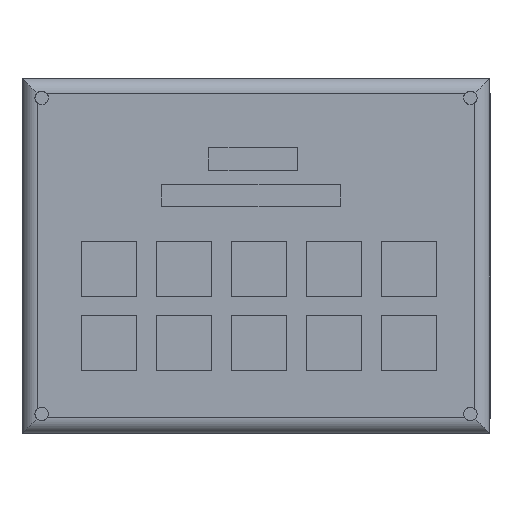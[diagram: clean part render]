
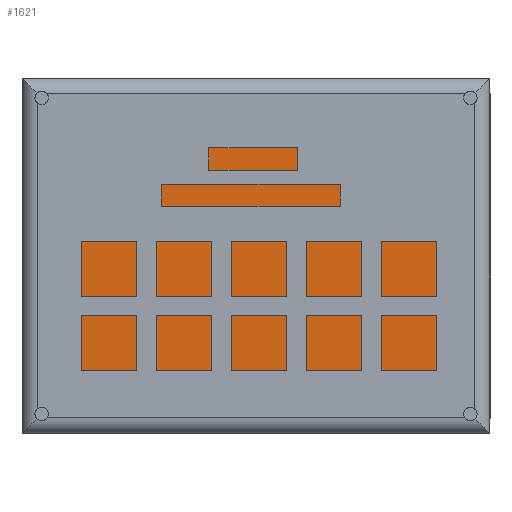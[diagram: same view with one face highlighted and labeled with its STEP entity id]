
A CAD part, top view. The second image highlights one B-rep face of the part: STEP entity #1621.
In plain terms, the highlighted planar face has unit normal (0, 0, 1).
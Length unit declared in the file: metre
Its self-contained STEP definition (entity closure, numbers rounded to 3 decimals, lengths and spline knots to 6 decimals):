
#134=ORIENTED_EDGE('',*,*,#554,.F.);
#135=ORIENTED_EDGE('',*,*,#550,.T.);
#136=ORIENTED_EDGE('',*,*,#560,.T.);
#137=ORIENTED_EDGE('',*,*,#557,.F.);
#550=EDGE_CURVE('',#778,#779,#930,.T.);
#554=EDGE_CURVE('',#778,#782,#934,.T.);
#557=EDGE_CURVE('',#782,#784,#937,.T.);
#560=EDGE_CURVE('',#779,#784,#940,.T.);
#778=VERTEX_POINT('',#2319);
#779=VERTEX_POINT('',#2320);
#782=VERTEX_POINT('',#2328);
#784=VERTEX_POINT('',#2334);
#930=LINE('',#2318,#1114);
#934=LINE('',#2327,#1118);
#937=LINE('',#2333,#1121);
#940=LINE('',#2339,#1124);
#1114=VECTOR('',#1873,1.);
#1118=VECTOR('',#1879,1.);
#1121=VECTOR('',#1884,1.);
#1124=VECTOR('',#1889,1.);
#1301=EDGE_LOOP('',(#134,#135,#136,#137));
#1431=FACE_BOUND('',#1301,.T.);
#1556=PLANE('',#1743);
#1621=ADVANCED_FACE('',(#1431),#1556,.T.);
#1743=AXIS2_PLACEMENT_3D('',#2372,#1921,#1922);
#1873=DIRECTION('',(0.,-1.,0.));
#1879=DIRECTION('',(1.,0.,0.));
#1884=DIRECTION('',(0.,-1.,0.));
#1889=DIRECTION('',(1.,0.,0.));
#1921=DIRECTION('',(0.,0.,1.));
#1922=DIRECTION('',(1.,0.,0.));
#2318=CARTESIAN_POINT('',(-0.042875,-0.010213,0.003));
#2319=CARTESIAN_POINT('',(-0.042875,0.024987,0.003));
#2320=CARTESIAN_POINT('',(-0.042875,-0.045413,0.003));
#2327=CARTESIAN_POINT('',(0.006625,0.024987,0.003));
#2328=CARTESIAN_POINT('',(0.056125,0.024987,0.003));
#2333=CARTESIAN_POINT('',(0.056125,-0.010213,0.003));
#2334=CARTESIAN_POINT('',(0.056125,-0.045413,0.003));
#2339=CARTESIAN_POINT('',(0.006625,-0.045413,0.003));
#2372=CARTESIAN_POINT('',(0.006625,-0.010213,0.003));
